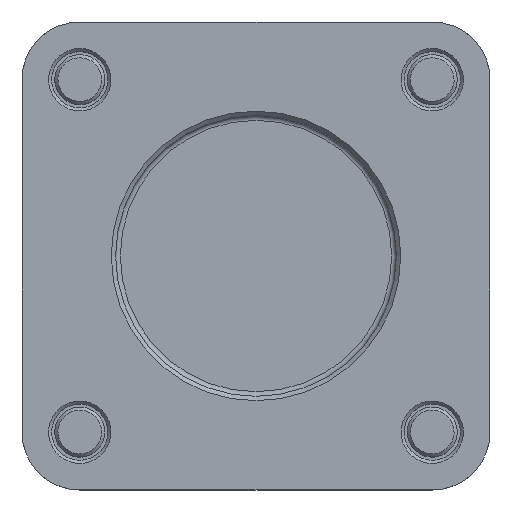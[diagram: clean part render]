
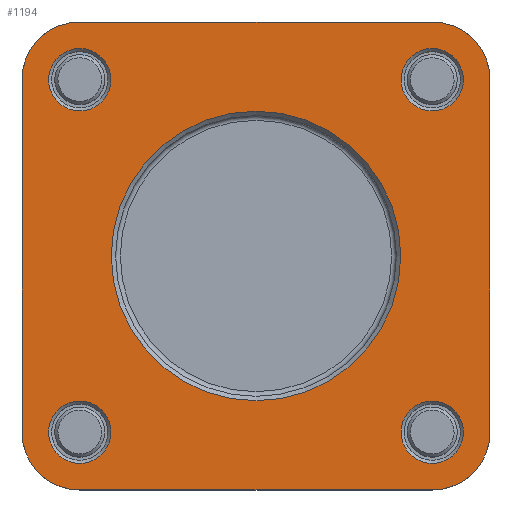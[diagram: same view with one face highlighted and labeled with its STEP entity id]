
A CAD part, top view. The second image highlights one B-rep face of the part: STEP entity #1194.
In plain terms, the highlighted planar face has unit normal (0, 0, 1).
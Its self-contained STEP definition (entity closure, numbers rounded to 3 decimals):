
#1060=CARTESIAN_POINT('',(33.25,28.25,11.0));
#1061=VERTEX_POINT('',#1060);
#1062=CARTESIAN_POINT('',(28.25,28.25,11.0));
#1063=DIRECTION('',(0.0,0.0,1.0));
#1064=DIRECTION('',(-1.0,0.0,0.0));
#1065=AXIS2_PLACEMENT_3D('',#1062,#1063,#1064);
#1066=CIRCLE('',#1065,5.);
#1067=EDGE_CURVE('',#1061,#1061,#1066,.T.);
#1072=CARTESIAN_POINT('',(0.,0.,11.0));
#1073=DIRECTION('',(0.0,0.0,1.0));
#1074=DIRECTION('',(1.0,0.0,0.0));
#1075=AXIS2_PLACEMENT_3D('',#1072,#1073,#1074);
#1076=PLANE('',#1075);
#1077=CARTESIAN_POINT('',(-28.25,-37.5,11.0));
#1078=VERTEX_POINT('',#1077);
#1079=CARTESIAN_POINT('',(-37.5,-28.25,11.0));
#1080=VERTEX_POINT('',#1079);
#1081=CARTESIAN_POINT('',(-28.25,-28.25,11.0));
#1082=DIRECTION('',(0.0,0.0,-1.));
#1083=DIRECTION('',(-0.707,-0.707,0.0));
#1084=AXIS2_PLACEMENT_3D('',#1081,#1082,#1083);
#1085=CIRCLE('',#1084,9.25);
#1086=EDGE_CURVE('',#1078,#1080,#1085,.T.);
#1087=ORIENTED_EDGE('',*,*,#1086,.F.);
#1088=CARTESIAN_POINT('',(28.25,-37.5,11.0));
#1089=VERTEX_POINT('',#1088);
#1090=CARTESIAN_POINT('',(28.25,-37.5,11.0));
#1091=DIRECTION('',(-1.0,0.0,0.0));
#1092=VECTOR('',#1091,56.5);
#1093=LINE('',#1090,#1092);
#1094=EDGE_CURVE('',#1089,#1078,#1093,.T.);
#1095=ORIENTED_EDGE('',*,*,#1094,.F.);
#1096=CARTESIAN_POINT('',(37.5,-28.25,11.0));
#1097=VERTEX_POINT('',#1096);
#1098=CARTESIAN_POINT('',(28.25,-28.25,11.0));
#1099=DIRECTION('',(0.0,0.0,-1.));
#1100=DIRECTION('',(0.707,-0.707,0.0));
#1101=AXIS2_PLACEMENT_3D('',#1098,#1099,#1100);
#1102=CIRCLE('',#1101,9.25);
#1103=EDGE_CURVE('',#1097,#1089,#1102,.T.);
#1104=ORIENTED_EDGE('',*,*,#1103,.F.);
#1105=CARTESIAN_POINT('',(37.5,28.25,11.0));
#1106=VERTEX_POINT('',#1105);
#1107=CARTESIAN_POINT('',(37.5,28.25,11.0));
#1108=DIRECTION('',(0.0,-1.0,0.0));
#1109=VECTOR('',#1108,56.5);
#1110=LINE('',#1107,#1109);
#1111=EDGE_CURVE('',#1106,#1097,#1110,.T.);
#1112=ORIENTED_EDGE('',*,*,#1111,.F.);
#1113=CARTESIAN_POINT('',(28.25,37.5,11.0));
#1114=VERTEX_POINT('',#1113);
#1115=CARTESIAN_POINT('',(28.25,28.25,11.0));
#1116=DIRECTION('',(0.0,0.0,-1.));
#1117=DIRECTION('',(0.707,0.707,0.0));
#1118=AXIS2_PLACEMENT_3D('',#1115,#1116,#1117);
#1119=CIRCLE('',#1118,9.25);
#1120=EDGE_CURVE('',#1114,#1106,#1119,.T.);
#1121=ORIENTED_EDGE('',*,*,#1120,.F.);
#1122=CARTESIAN_POINT('',(-28.25,37.5,11.0));
#1123=VERTEX_POINT('',#1122);
#1124=CARTESIAN_POINT('',(-28.25,37.5,11.0));
#1125=DIRECTION('',(1.0,0.0,0.0));
#1126=VECTOR('',#1125,56.5);
#1127=LINE('',#1124,#1126);
#1128=EDGE_CURVE('',#1123,#1114,#1127,.T.);
#1129=ORIENTED_EDGE('',*,*,#1128,.F.);
#1130=CARTESIAN_POINT('',(-37.5,28.25,11.0));
#1131=VERTEX_POINT('',#1130);
#1132=CARTESIAN_POINT('',(-28.25,28.25,11.0));
#1133=DIRECTION('',(0.0,0.0,-1.));
#1134=DIRECTION('',(-0.707,0.707,0.0));
#1135=AXIS2_PLACEMENT_3D('',#1132,#1133,#1134);
#1136=CIRCLE('',#1135,9.25);
#1137=EDGE_CURVE('',#1131,#1123,#1136,.T.);
#1138=ORIENTED_EDGE('',*,*,#1137,.F.);
#1139=CARTESIAN_POINT('',(-37.5,-28.25,11.0));
#1140=DIRECTION('',(0.0,1.0,0.0));
#1141=VECTOR('',#1140,56.5);
#1142=LINE('',#1139,#1141);
#1143=EDGE_CURVE('',#1080,#1131,#1142,.T.);
#1144=ORIENTED_EDGE('',*,*,#1143,.F.);
#1145=EDGE_LOOP('',(#1087,#1095,#1104,#1112,#1121,#1129,#1138,#1144));
#1146=FACE_OUTER_BOUND('',#1145,.T.);
#1147=CARTESIAN_POINT('',(-23.25,28.25,11.0));
#1148=VERTEX_POINT('',#1147);
#1149=CARTESIAN_POINT('',(-28.25,28.25,11.0));
#1150=DIRECTION('',(0.0,0.0,1.0));
#1151=DIRECTION('',(-1.0,0.0,0.0));
#1152=AXIS2_PLACEMENT_3D('',#1149,#1150,#1151);
#1153=CIRCLE('',#1152,5.);
#1154=EDGE_CURVE('',#1148,#1148,#1153,.T.);
#1155=ORIENTED_EDGE('',*,*,#1154,.F.);
#1156=EDGE_LOOP('',(#1155));
#1157=FACE_BOUND('',#1156,.T.);
#1158=CARTESIAN_POINT('',(-23.25,-28.25,11.0));
#1159=VERTEX_POINT('',#1158);
#1160=CARTESIAN_POINT('',(-28.25,-28.25,11.0));
#1161=DIRECTION('',(0.0,0.0,1.0));
#1162=DIRECTION('',(-1.0,0.0,0.0));
#1163=AXIS2_PLACEMENT_3D('',#1160,#1161,#1162);
#1164=CIRCLE('',#1163,5.);
#1165=EDGE_CURVE('',#1159,#1159,#1164,.T.);
#1166=ORIENTED_EDGE('',*,*,#1165,.F.);
#1167=EDGE_LOOP('',(#1166));
#1168=FACE_BOUND('',#1167,.T.);
#1169=CARTESIAN_POINT('',(23.2,0.,11.0));
#1170=VERTEX_POINT('',#1169);
#1171=CARTESIAN_POINT('',(0.0,0.0,11.0));
#1172=DIRECTION('',(0.0,0.0,1.0));
#1173=DIRECTION('',(-1.0,0.0,0.0));
#1174=AXIS2_PLACEMENT_3D('',#1171,#1172,#1173);
#1175=CIRCLE('',#1174,23.2);
#1176=EDGE_CURVE('',#1170,#1170,#1175,.T.);
#1177=ORIENTED_EDGE('',*,*,#1176,.F.);
#1178=EDGE_LOOP('',(#1177));
#1179=FACE_BOUND('',#1178,.T.);
#1180=CARTESIAN_POINT('',(33.25,-28.25,11.0));
#1181=VERTEX_POINT('',#1180);
#1182=CARTESIAN_POINT('',(28.25,-28.25,11.0));
#1183=DIRECTION('',(0.0,0.0,1.0));
#1184=DIRECTION('',(-1.0,0.0,0.0));
#1185=AXIS2_PLACEMENT_3D('',#1182,#1183,#1184);
#1186=CIRCLE('',#1185,5.);
#1187=EDGE_CURVE('',#1181,#1181,#1186,.T.);
#1188=ORIENTED_EDGE('',*,*,#1187,.F.);
#1189=EDGE_LOOP('',(#1188));
#1190=FACE_BOUND('',#1189,.T.);
#1191=ORIENTED_EDGE('',*,*,#1067,.F.);
#1192=EDGE_LOOP('',(#1191));
#1193=FACE_BOUND('',#1192,.T.);
#1194=ADVANCED_FACE('',(#1146,#1157,#1168,#1179,#1190,#1193),#1076,.T.);
